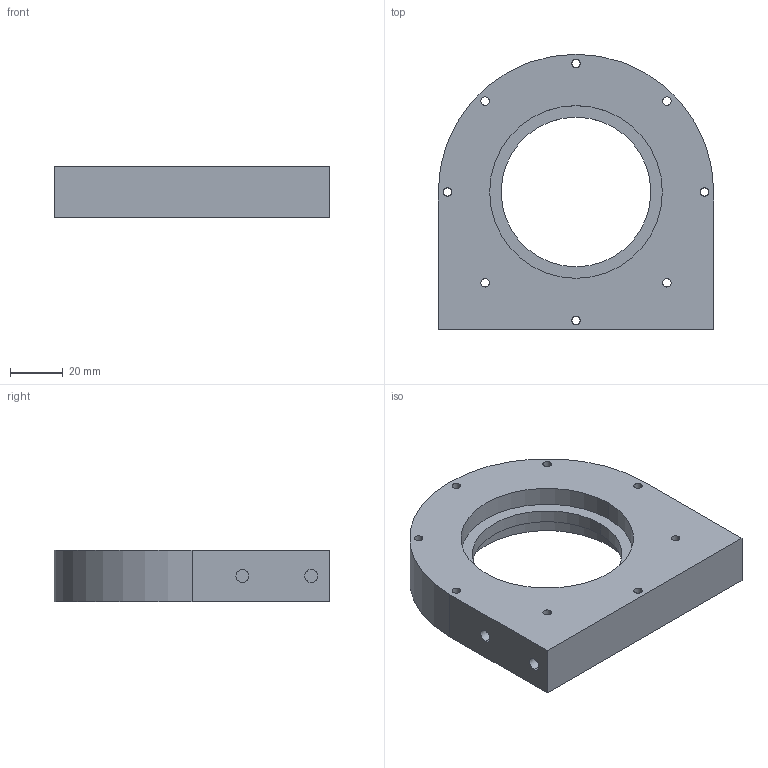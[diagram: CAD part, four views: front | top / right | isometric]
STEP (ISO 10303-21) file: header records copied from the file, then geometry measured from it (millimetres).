
FILE_DESCRIPTION (( 'STEP AP214' ), '1' );
FILE_NAME ('J2_top_lid.STEP', '2021-04-07T09:52:09', ( '' ), ( '' ), 'SwSTEP 2.0', 'SolidWorks 2020', '' );
FILE_SCHEMA (( 'AUTOMOTIVE_DESIGN' ));
Length unit declared in the file: millimetre
Products named in the file (1): J2_top_lid
Bounding box: 104 x 104 x 19.55 mm (x, y, z)
Volume: 123885.7 mm3; surface area: 28303.1 mm2
Topology: 1 solids, 1 shells, 66 faces, 150 edges, 100 vertices
Faces by surface type: cylinder 47, plane 19
Entity records: 1978 total; most frequent: DIRECTION 378, CARTESIAN_POINT 317, ORIENTED_EDGE 300, AXIS2_PLACEMENT_3D 161, EDGE_CURVE 150, VERTEX_POINT 100, EDGE_LOOP 98, CIRCLE 94
